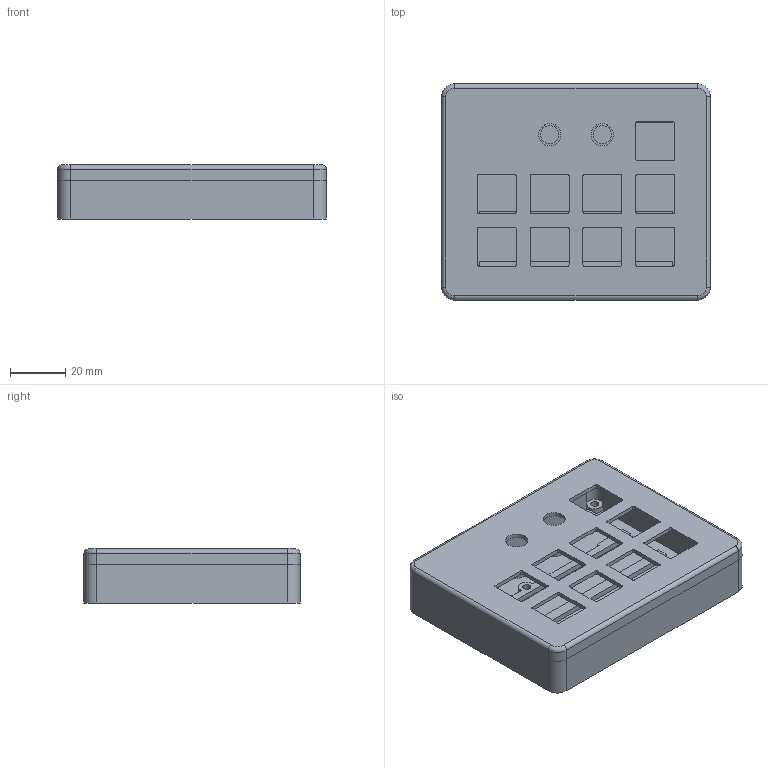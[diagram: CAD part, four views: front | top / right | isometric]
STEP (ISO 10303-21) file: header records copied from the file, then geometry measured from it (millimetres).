
FILE_DESCRIPTION(('FreeCAD Model'),'2;1');
FILE_NAME('Open CASCADE Shape Model','2025-11-30T22:19:31',(''),(''), 'Open CASCADE STEP processor 7.8','FreeCAD','Unknown');
FILE_SCHEMA(('AUTOMOTIVE_DESIGN { 1 0 10303 214 1 1 1 1 }'));
Length unit declared in the file: millimetre
Products named in the file (3): case; Main; Lid
Assembly tree (2 placements, depth 2):
  case
    Main
    Lid
Bounding box: 97 x 78 x 19.5 mm (x, y, z)
Volume: 78782.3 mm3; surface area: 39532.8 mm2
Topology: 2 solids, 2 shells, 178 faces, 469 edges, 312 vertices
Faces by surface type: plane 98, cylinder 76, torus 4
Full cylindrical faces by diameter (mm): 2.9 x3, 3.4 x4, 4.7 x4, 6 x4, 6.5 x2, 8 x2
Entity records: 5669 total; most frequent: DIRECTION 997, CARTESIAN_POINT 962, ORIENTED_EDGE 938, EDGE_CURVE 469, AXIS2_PLACEMENT_3D 347, VERTEX_POINT 312, LINE 303, VECTOR 303
